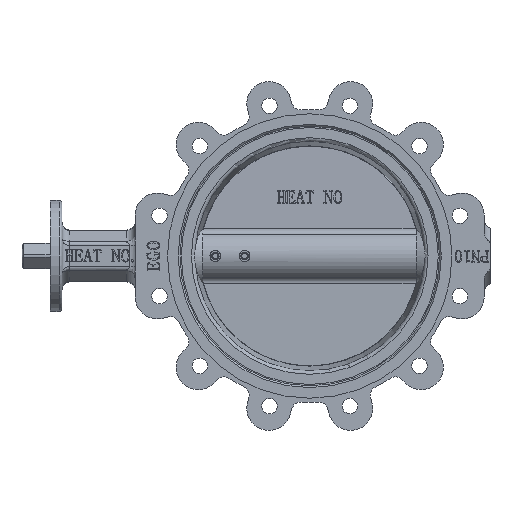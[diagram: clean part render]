
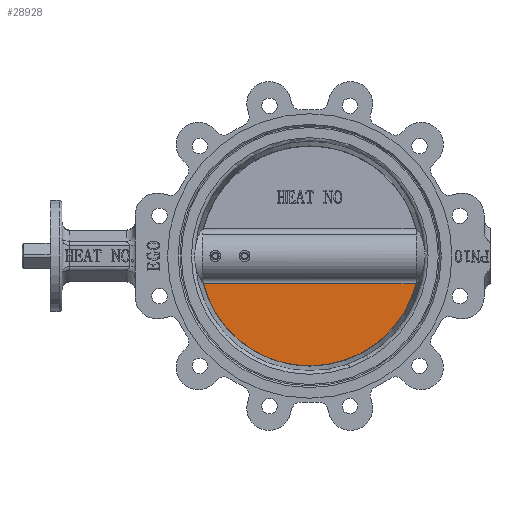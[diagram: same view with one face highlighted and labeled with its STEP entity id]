
A CAD part, left-side view. The second image highlights one B-rep face of the part: STEP entity #28928.
In plain terms, the highlighted face is planar.
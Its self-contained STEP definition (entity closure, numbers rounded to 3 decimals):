
#411=ELLIPSE('',#30324,123.674,123.672);
#647=LINE('',#39384,#3461);
#3461=VECTOR('',#31824,1000.);
#6296=PLANE('',#30323);
#7164=FACE_OUTER_BOUND('',#8408,.T.);
#8408=EDGE_LOOP('',(#20140,#20141));
#11915=VERTEX_POINT('',#39382);
#11916=VERTEX_POINT('',#39383);
#15491=EDGE_CURVE('',#11915,#11916,#647,.T.);
#15492=EDGE_CURVE('',#11915,#11916,#411,.T.);
#20140=ORIENTED_EDGE('',*,*,#15491,.F.);
#20141=ORIENTED_EDGE('',*,*,#15492,.T.);
#28928=ADVANCED_FACE('',(#7164),#6296,.F.);
#30323=AXIS2_PLACEMENT_3D('',#39381,#31822,#31823);
#30324=AXIS2_PLACEMENT_3D('',#39385,#31825,#31826);
#31822=DIRECTION('center_axis',(-0.005,-1.,
0.));
#31823=DIRECTION('ref_axis',(1.,-0.005,0.));
#31824=DIRECTION('',(0.,0.,-1.));
#31825=DIRECTION('center_axis',(0.005,1.,0.));
#31826=DIRECTION('ref_axis',(1.,-0.005,0.));
#39381=CARTESIAN_POINT('Origin',(125.3,7.,121.3));
#39382=CARTESIAN_POINT('',(31.029,7.5,119.716));
#39383=CARTESIAN_POINT('',(31.029,7.5,-119.716));
#39384=CARTESIAN_POINT('',(31.029,7.5,121.3));
#39385=CARTESIAN_POINT('Origin',(0.,7.665,
0.));
